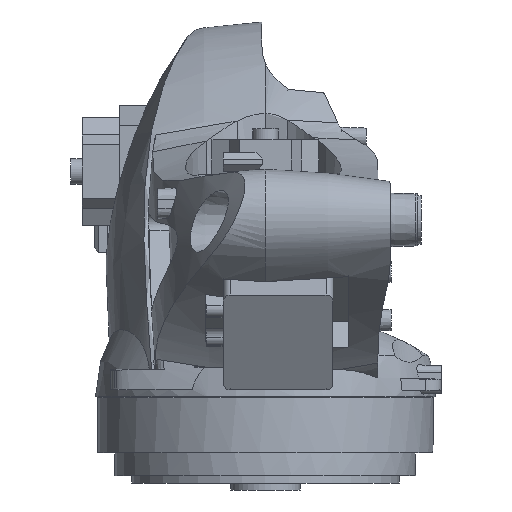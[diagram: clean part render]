
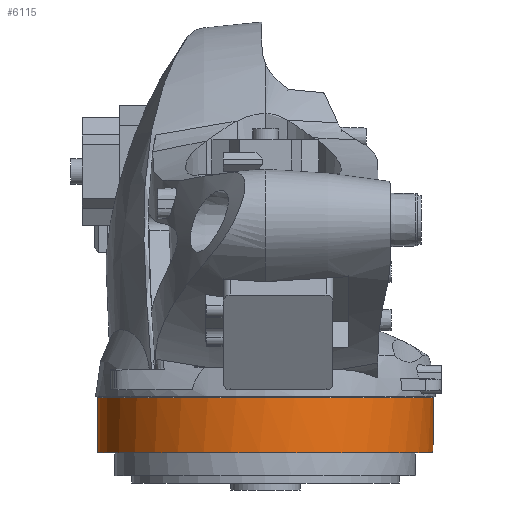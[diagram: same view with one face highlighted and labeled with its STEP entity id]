
A CAD part, left-side view. The second image highlights one B-rep face of the part: STEP entity #6115.
In plain terms, the highlighted cylindrical face has radius 242.5 mm (diameter 485 mm), a full revolution.
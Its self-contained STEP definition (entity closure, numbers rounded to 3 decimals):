
#348=CYLINDRICAL_SURFACE('',#6491,242.5);
#394=CIRCLE('',#6492,242.5);
#395=CIRCLE('',#6493,242.5);
#396=CIRCLE('',#6494,242.5);
#518=FACE_BOUND('',#1050,.T.);
#698=FACE_OUTER_BOUND('',#1049,.T.);
#1049=EDGE_LOOP('',(#4457,#4458,#4459,#4460));
#1050=EDGE_LOOP('',(#4461));
#1630=LINE('',#8877,#2133);
#1631=LINE('',#8881,#2134);
#2133=VECTOR('',#7442,10.5);
#2134=VECTOR('',#7445,10.5);
#2524=VERTEX_POINT('',#8875);
#2525=VERTEX_POINT('',#8876);
#2526=VERTEX_POINT('',#8878);
#2527=VERTEX_POINT('',#8880);
#2528=VERTEX_POINT('',#8883);
#3223=EDGE_CURVE('',#2524,#2525,#1630,.T.);
#3224=EDGE_CURVE('',#2526,#2525,#394,.F.);
#3225=EDGE_CURVE('',#2526,#2527,#1631,.F.);
#3226=EDGE_CURVE('',#2527,#2524,#395,.T.);
#3227=EDGE_CURVE('',#2528,#2528,#396,.F.);
#4457=ORIENTED_EDGE('',*,*,#3223,.T.);
#4458=ORIENTED_EDGE('',*,*,#3224,.F.);
#4459=ORIENTED_EDGE('',*,*,#3225,.T.);
#4460=ORIENTED_EDGE('',*,*,#3226,.T.);
#4461=ORIENTED_EDGE('',*,*,#3227,.T.);
#6115=ADVANCED_FACE('',(#698,#518),#348,.T.);
#6491=AXIS2_PLACEMENT_3D('',#8874,#7440,#7441);
#6492=AXIS2_PLACEMENT_3D('',#8879,#7443,#7444);
#6493=AXIS2_PLACEMENT_3D('',#8882,#7446,#7447);
#6494=AXIS2_PLACEMENT_3D('',#8884,#7448,#7449);
#7440=DIRECTION('center_axis',(0.,0.,1.));
#7441=DIRECTION('ref_axis',(-0.174,0.985,0.));
#7442=DIRECTION('',(0.,0.,1.));
#7443=DIRECTION('center_axis',(0.,0.,1.));
#7444=DIRECTION('ref_axis',(1.,0.,0.));
#7445=DIRECTION('',(0.,0.,1.));
#7446=DIRECTION('center_axis',(0.,0.,1.));
#7447=DIRECTION('ref_axis',(1.,0.,0.));
#7448=DIRECTION('center_axis',(0.,0.,1.));
#7449=DIRECTION('ref_axis',(-0.174,0.985,0.));
#8874=CARTESIAN_POINT('Origin',(0.,0.,
733.886));
#8875=CARTESIAN_POINT('',(196.187,-142.538,269.));
#8876=CARTESIAN_POINT('',(196.187,-142.538,279.5));
#8877=CARTESIAN_POINT('',(196.187,-142.538,269.));
#8878=CARTESIAN_POINT('',(196.187,142.538,279.5));
#8879=CARTESIAN_POINT('Origin',(0.,0.,
279.5));
#8880=CARTESIAN_POINT('',(196.187,142.538,269.));
#8881=CARTESIAN_POINT('',(196.187,142.538,269.));
#8882=CARTESIAN_POINT('Origin',(0.,0.,
269.));
#8883=CARTESIAN_POINT('',(-42.11,238.816,349.));
#8884=CARTESIAN_POINT('Origin',(0.,0.,
349.));
